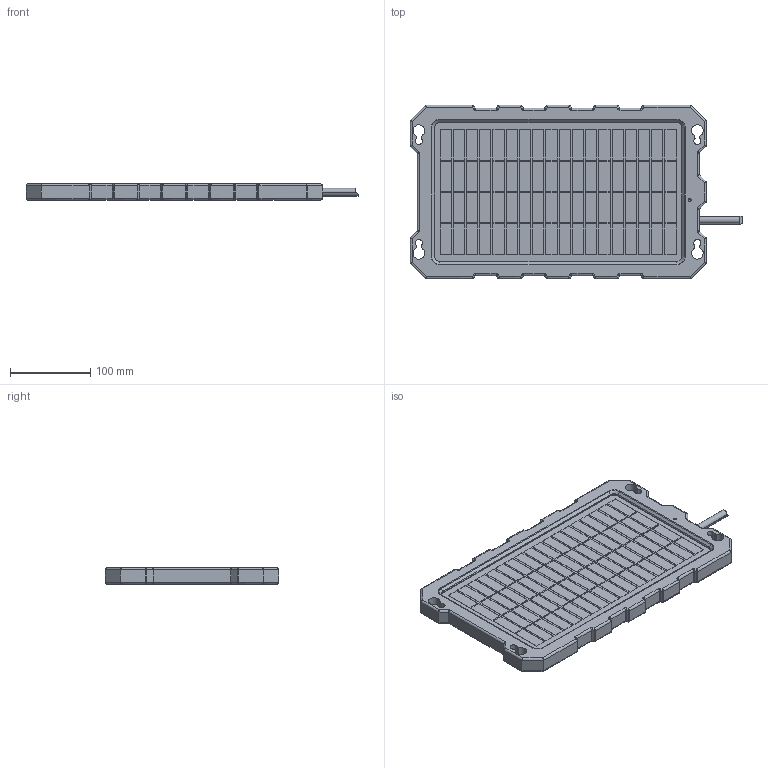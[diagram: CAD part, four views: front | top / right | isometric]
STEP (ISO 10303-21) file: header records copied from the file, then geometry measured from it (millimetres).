
FILE_DESCRIPTION(/* description */ (''),/* implementation_level */ '2;1');
FILE_NAME(/* name */ 'Solar Panel v21.step',/* time_stamp */ '2023-05-22T10:30:14-04:00',/* author */ (''),/* organization */ (''),/* preprocessor_version */ 'ST-DEVELOPER v19.2',/* originating_system */ 'Autodesk Translation Framework v12.4.0.73',/* authorisation */ '');
FILE_SCHEMA (('AUTOMOTIVE_DESIGN { 1 0 10303 214 3 1 1 }'));
Length unit declared in the file: inch
Products named in the file (1): Solar Panel
Bounding box: 412.75 x 215.9 x 20.32 mm (x, y, z)
Volume: 1265727.9 mm3; surface area: 259387.8 mm2
Topology: 73 solids, 73 shells, 808 faces, 1743 edges, 1024 vertices
Faces by surface type: plane 501, cylinder 190, bspline 60, torus 53, cone 4
Entity records: 22184 total; most frequent: CARTESIAN_POINT 4816, DIRECTION 3622, ORIENTED_EDGE 3366, EDGE_CURVE 1683, LINE 1242, VECTOR 1242, AXIS2_PLACEMENT_3D 1190, VERTEX_POINT 1024
